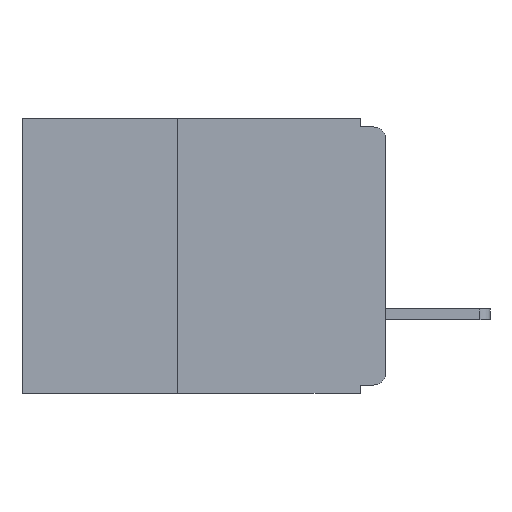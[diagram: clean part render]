
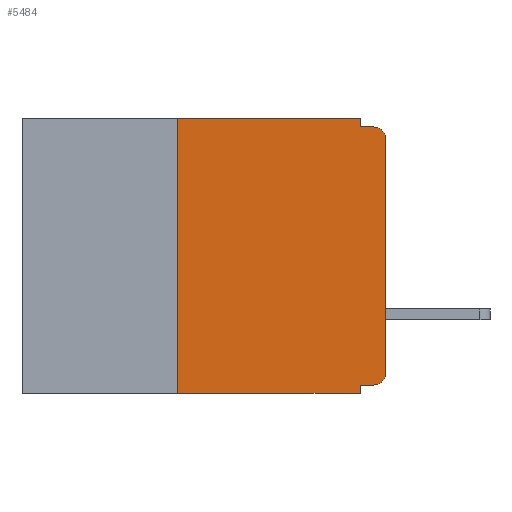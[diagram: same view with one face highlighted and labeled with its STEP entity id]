
A CAD part, left-side view. The second image highlights one B-rep face of the part: STEP entity #5484.
In plain terms, the highlighted planar face has unit normal (-1, 0, 0).
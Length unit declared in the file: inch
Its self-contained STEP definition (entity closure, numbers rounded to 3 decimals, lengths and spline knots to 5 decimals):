
#189 = EDGE_CURVE ( 'NONE', #5490, #4995, #22019, .T. ) ;
#265 = ORIENTED_EDGE ( 'NONE', *, *, #17425, .F. ) ;
#830 = CARTESIAN_POINT ( 'NONE',  ( 0., 0.25, -0.33 ) ) ;
#869 = VERTEX_POINT ( 'NONE', #13400 ) ;
#1372 = EDGE_CURVE ( 'NONE', #9663, #13259, #9460, .T. ) ;
#1620 = VERTEX_POINT ( 'NONE', #2391 ) ;
#1630 = AXIS2_PLACEMENT_3D ( 'NONE', #23772, #11560, #25831 ) ;
#1631 = CIRCLE ( 'NONE', #22640, 0.015 ) ;
#1648 = ORIENTED_EDGE ( 'NONE', *, *, #6780, .F. ) ;
#2363 = VECTOR ( 'NONE', #17298, 39.37008 ) ;
#2391 = CARTESIAN_POINT ( 'NONE',  ( 0., 0.031, 0. ) ) ;
#2580 = CARTESIAN_POINT ( 'NONE',  ( 0., 0., -0.305 ) ) ;
#2608 = DIRECTION ( 'NONE',  ( 0., 0., -1. ) ) ;
#2612 = DIRECTION ( 'NONE',  ( 1., 0., 0. ) ) ;
#2702 = PLANE ( 'NONE',  #16617 ) ;
#2734 = CARTESIAN_POINT ( 'NONE',  ( 0., 0.437, 0. ) ) ;
#3149 = EDGE_CURVE ( 'NONE', #9663, #20717, #22618, .T. ) ;
#3806 = FACE_OUTER_BOUND ( 'NONE', #14510, .T. ) ;
#4995 = VERTEX_POINT ( 'NONE', #10966 ) ;
#5159 = DIRECTION ( 'NONE',  ( -1., 0., 0. ) ) ;
#5230 = EDGE_CURVE ( 'NONE', #20717, #1620, #20631, .T. ) ;
#5484 = ADVANCED_FACE ( 'NONE', ( #3806 ), #2702, .F. ) ;
#5490 = VERTEX_POINT ( 'NONE', #2580 ) ;
#5657 = CARTESIAN_POINT ( 'NONE',  ( 0., 0.25, -0.33 ) ) ;
#6230 = VECTOR ( 'NONE', #26595, 39.37008 ) ;
#6263 = CARTESIAN_POINT ( 'NONE',  ( 0., 0., -0.01 ) ) ;
#6780 = EDGE_CURVE ( 'NONE', #869, #13259, #19614, .T. ) ;
#6806 = CARTESIAN_POINT ( 'NONE',  ( 0., 0.437, 0. ) ) ;
#6899 = DIRECTION ( 'NONE',  ( 0., -1., 0. ) ) ;
#7253 = VECTOR ( 'NONE', #24453, 39.37008 ) ;
#8274 = CARTESIAN_POINT ( 'NONE',  ( 0., 0.015, -0.01 ) ) ;
#9050 = CARTESIAN_POINT ( 'NONE',  ( 0., 0., -0.32 ) ) ;
#9460 = LINE ( 'NONE', #9886, #15572 ) ;
#9663 = VERTEX_POINT ( 'NONE', #5657 ) ;
#9886 = CARTESIAN_POINT ( 'NONE',  ( 0., 0.437, -0.33 ) ) ;
#9893 = DIRECTION ( 'NONE',  ( 0., 0., 1. ) ) ;
#10581 = ORIENTED_EDGE ( 'NONE', *, *, #5230, .F. ) ;
#10966 = CARTESIAN_POINT ( 'NONE',  ( 0., 0., -0.025 ) ) ;
#11161 = DIRECTION ( 'NONE',  ( 0., 1., 0. ) ) ;
#11171 = VECTOR ( 'NONE', #9893, 39.37008 ) ;
#11560 = DIRECTION ( 'NONE',  ( -1., 0., 0. ) ) ;
#11907 = VERTEX_POINT ( 'NONE', #12560 ) ;
#12360 = VERTEX_POINT ( 'NONE', #8274 ) ;
#12560 = CARTESIAN_POINT ( 'NONE',  ( 0., 0.015, -0.32 ) ) ;
#13259 = VERTEX_POINT ( 'NONE', #25530 ) ;
#13400 = CARTESIAN_POINT ( 'NONE',  ( 0., 0.031, -0.32 ) ) ;
#14446 = ORIENTED_EDGE ( 'NONE', *, *, #1372, .T. ) ;
#14510 = EDGE_LOOP ( 'NONE', ( #19486, #16647, #23970, #265, #10581, #18575, #14446, #1648, #15426, #19920 ) ) ;
#15238 = VECTOR ( 'NONE', #6899, 39.37008 ) ;
#15426 = ORIENTED_EDGE ( 'NONE', *, *, #17713, .F. ) ;
#15513 = LINE ( 'NONE', #6263, #26369 ) ;
#15572 = VECTOR ( 'NONE', #19352, 39.37008 ) ;
#15892 = VERTEX_POINT ( 'NONE', #20657 ) ;
#16148 = EDGE_CURVE ( 'NONE', #4995, #12360, #1631, .T. ) ;
#16617 = AXIS2_PLACEMENT_3D ( 'NONE', #2734, #2612, #2608 ) ;
#16647 = ORIENTED_EDGE ( 'NONE', *, *, #16148, .T. ) ;
#16768 = EDGE_CURVE ( 'NONE', #11907, #5490, #19190, .T. ) ;
#17157 = CARTESIAN_POINT ( 'NONE',  ( 0., 0., 0. ) ) ;
#17298 = DIRECTION ( 'NONE',  ( 0., 0., -1. ) ) ;
#17348 = CARTESIAN_POINT ( 'NONE',  ( 0., 0.031, -0.33 ) ) ;
#17425 = EDGE_CURVE ( 'NONE', #1620, #15892, #23607, .T. ) ;
#17562 = CARTESIAN_POINT ( 'NONE',  ( 0., 0.015, -0.025 ) ) ;
#17713 = EDGE_CURVE ( 'NONE', #11907, #869, #21734, .T. ) ;
#18575 = ORIENTED_EDGE ( 'NONE', *, *, #3149, .F. ) ;
#19190 = CIRCLE ( 'NONE', #1630, 0.015 ) ;
#19352 = DIRECTION ( 'NONE',  ( 0., -1., 0. ) ) ;
#19486 = ORIENTED_EDGE ( 'NONE', *, *, #189, .T. ) ;
#19603 = DIRECTION ( 'NONE',  ( 0., 0., -1. ) ) ;
#19614 = LINE ( 'NONE', #17348, #2363 ) ;
#19920 = ORIENTED_EDGE ( 'NONE', *, *, #16768, .T. ) ;
#20631 = LINE ( 'NONE', #6806, #15238 ) ;
#20644 = DIRECTION ( 'NONE',  ( 0., -1., 0. ) ) ;
#20657 = CARTESIAN_POINT ( 'NONE',  ( 0., 0.031, -0.01 ) ) ;
#20717 = VERTEX_POINT ( 'NONE', #22512 ) ;
#20804 = EDGE_CURVE ( 'NONE', #15892, #12360, #15513, .T. ) ;
#21096 = VECTOR ( 'NONE', #11161, 39.37008 ) ;
#21734 = LINE ( 'NONE', #9050, #21096 ) ;
#22019 = LINE ( 'NONE', #17157, #11171 ) ;
#22387 = CARTESIAN_POINT ( 'NONE',  ( 0., 0.031, 0. ) ) ;
#22512 = CARTESIAN_POINT ( 'NONE',  ( 0., 0.25, 0. ) ) ;
#22618 = LINE ( 'NONE', #830, #6230 ) ;
#22640 = AXIS2_PLACEMENT_3D ( 'NONE', #17562, #5159, #19603 ) ;
#23607 = LINE ( 'NONE', #22387, #7253 ) ;
#23772 = CARTESIAN_POINT ( 'NONE',  ( 0., 0.015, -0.305 ) ) ;
#23970 = ORIENTED_EDGE ( 'NONE', *, *, #20804, .F. ) ;
#24453 = DIRECTION ( 'NONE',  ( 0., 0., -1. ) ) ;
#25530 = CARTESIAN_POINT ( 'NONE',  ( 0., 0.031, -0.33 ) ) ;
#25831 = DIRECTION ( 'NONE',  ( 0., 0., -1. ) ) ;
#26369 = VECTOR ( 'NONE', #20644, 39.37008 ) ;
#26595 = DIRECTION ( 'NONE',  ( 0., 0., 1. ) ) ;
